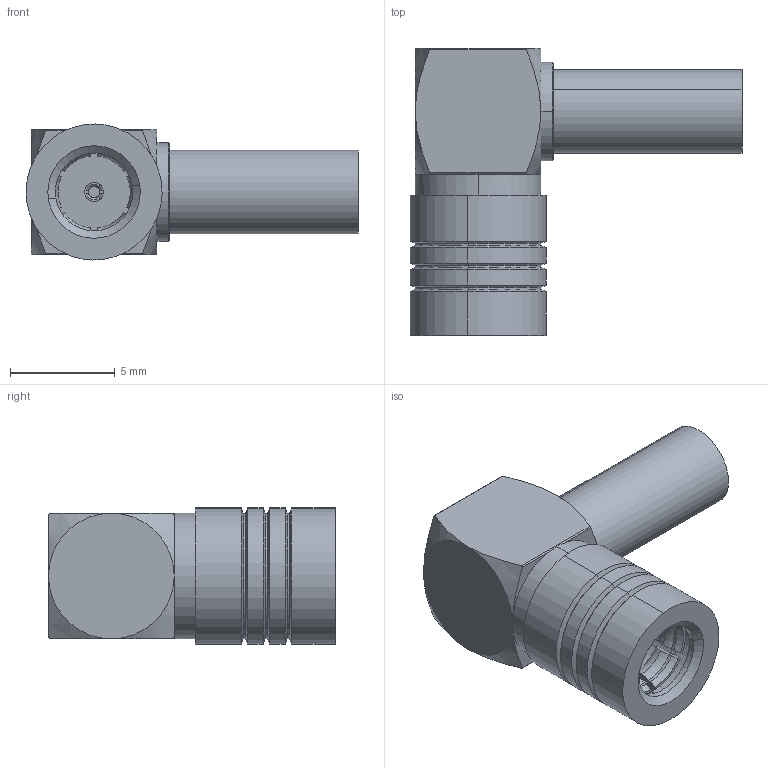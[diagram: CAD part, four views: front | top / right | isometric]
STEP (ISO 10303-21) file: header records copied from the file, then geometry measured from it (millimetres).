
FILE_DESCRIPTION (( 'STEP AP203' ), '1' );
FILE_NAME ('SMB-LJ-1.5 MBMR11G179-A446.STEP', '2025-03-11T08:36:06', ( '' ), ( '' ), 'SwSTEP 2.0', 'SolidWorks 2022', '' );
FILE_SCHEMA (( 'CONFIG_CONTROL_DESIGN' ));
Length unit declared in the file: millimetre
Products named in the file (1): SMB-LJ-1.5 MBMR11G179-A446
Bounding box: 15.85 x 13.7 x 6.5 mm (x, y, z)
Volume: 477.7 mm3; surface area: 836.5 mm2
Topology: 2 solids, 2 shells, 216 faces, 562 edges, 360 vertices
Faces by surface type: cylinder 78, plane 74, cone 40, torus 12, bspline 12
Entity records: 8076 total; most frequent: CARTESIAN_POINT 2795, ORIENTED_EDGE 1124, DIRECTION 1078, EDGE_CURVE 562, AXIS2_PLACEMENT_3D 423, VERTEX_POINT 360, LINE 232, VECTOR 232
